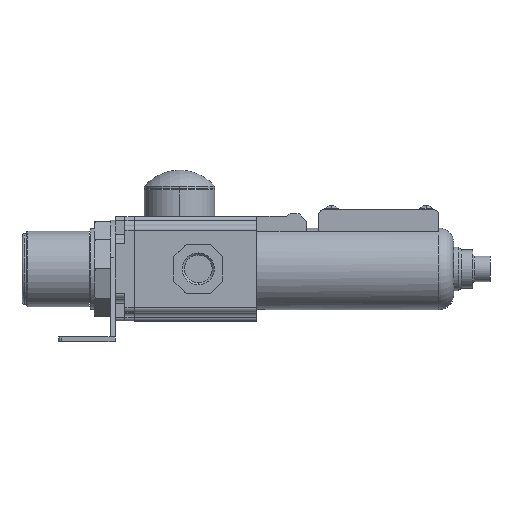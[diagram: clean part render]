
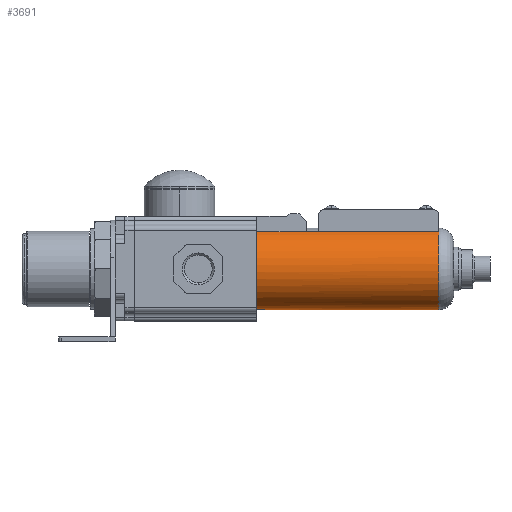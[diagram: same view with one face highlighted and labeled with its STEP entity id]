
A CAD part, left-side view. The second image highlights one B-rep face of the part: STEP entity #3691.
In plain terms, the highlighted cylindrical face has radius 16.75 mm (diameter 33.5 mm), a partial arc.
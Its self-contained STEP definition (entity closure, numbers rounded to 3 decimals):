
#87 = ORIENTED_EDGE ( 'NONE', *, *, #1353, .F. ) ;
#101 = ORIENTED_EDGE ( 'NONE', *, *, #4295, .F. ) ;
#261 = LINE ( 'NONE', #2591, #2424 ) ;
#280 = VECTOR ( 'NONE', #3406, 1000. ) ;
#296 = CYLINDRICAL_SURFACE ( 'NONE', #6053, 16.75 ) ;
#317 = DIRECTION ( 'NONE',  ( 0., 1., 0. ) ) ;
#427 = CARTESIAN_POINT ( 'NONE',  ( -7., -120., 15.217 ) ) ;
#604 = VERTEX_POINT ( 'NONE', #3390 ) ;
#709 = DIRECTION ( 'NONE',  ( 0., -1., 0. ) ) ;
#905 = CIRCLE ( 'NONE', #6779, 16.75 ) ;
#1221 = CARTESIAN_POINT ( 'NONE',  ( 0., -24., 0. ) ) ;
#1353 = EDGE_CURVE ( 'NONE', #604, #4493, #7437, .T. ) ;
#1430 = CARTESIAN_POINT ( 'NONE',  ( 7., -99., -15.217 ) ) ;
#1476 = CARTESIAN_POINT ( 'NONE',  ( 0., -120., 0. ) ) ;
#1596 = EDGE_CURVE ( 'NONE', #4493, #2362, #7256, .T. ) ;
#2040 = LINE ( 'NONE', #1430, #3961 ) ;
#2154 = ORIENTED_EDGE ( 'NONE', *, *, #6754, .F. ) ;
#2245 = ORIENTED_EDGE ( 'NONE', *, *, #6557, .F. ) ;
#2362 = VERTEX_POINT ( 'NONE', #6397 ) ;
#2424 = VECTOR ( 'NONE', #4354, 1000. ) ;
#2462 = CARTESIAN_POINT ( 'NONE',  ( 7., -24., -15.217 ) ) ;
#2521 = DIRECTION ( 'NONE',  ( 0., 0., 1. ) ) ;
#2591 = CARTESIAN_POINT ( 'NONE',  ( -7., -120., 15.217 ) ) ;
#2856 = DIRECTION ( 'NONE',  ( 0., -1., 0. ) ) ;
#3155 = ORIENTED_EDGE ( 'NONE', *, *, #3221, .T. ) ;
#3221 = EDGE_CURVE ( 'NONE', #604, #6292, #4246, .T. ) ;
#3238 = DIRECTION ( 'NONE',  ( 0.908, 0., 0.418 ) ) ;
#3390 = CARTESIAN_POINT ( 'NONE',  ( -7., -49.5, 15.217 ) ) ;
#3406 = DIRECTION ( 'NONE',  ( 0., -1., 0. ) ) ;
#3691 = ADVANCED_FACE ( 'NONE', ( #5540 ), #296, .T. ) ;
#3715 = ORIENTED_EDGE ( 'NONE', *, *, #3898, .F. ) ;
#3747 = CARTESIAN_POINT ( 'NONE',  ( -7., -49.5, 15.217 ) ) ;
#3805 = DIRECTION ( 'NONE',  ( 0., 1., 0. ) ) ;
#3898 = EDGE_CURVE ( 'NONE', #2362, #5293, #905, .T. ) ;
#3961 = VECTOR ( 'NONE', #317, 1000. ) ;
#4115 = CIRCLE ( 'NONE', #5226, 16.75 ) ;
#4197 = CARTESIAN_POINT ( 'NONE',  ( 7., -99., -15.217 ) ) ;
#4244 = VERTEX_POINT ( 'NONE', #2462 ) ;
#4246 = LINE ( 'NONE', #3747, #5283 ) ;
#4295 = EDGE_CURVE ( 'NONE', #5293, #4244, #2040, .T. ) ;
#4315 = AXIS2_PLACEMENT_3D ( 'NONE', #6925, #2856, #4429 ) ;
#4354 = DIRECTION ( 'NONE',  ( 0., -1., 0. ) ) ;
#4429 = DIRECTION ( 'NONE',  ( 0., 0., -1. ) ) ;
#4493 = VERTEX_POINT ( 'NONE', #5278 ) ;
#4762 = DIRECTION ( 'NONE',  ( 0., 0., -1. ) ) ;
#4856 = DIRECTION ( 'NONE',  ( 0., 1., 0. ) ) ;
#4971 = EDGE_LOOP ( 'NONE', ( #3715, #6724, #87, #3155, #2154, #2245, #101 ) ) ;
#5226 = AXIS2_PLACEMENT_3D ( 'NONE', #1221, #4856, #2521 ) ;
#5278 = CARTESIAN_POINT ( 'NONE',  ( -7., -99., 15.217 ) ) ;
#5283 = VECTOR ( 'NONE', #7238, 1000. ) ;
#5293 = VERTEX_POINT ( 'NONE', #4197 ) ;
#5540 = FACE_OUTER_BOUND ( 'NONE', #4971, .T. ) ;
#5558 = CARTESIAN_POINT ( 'NONE',  ( -7., -24., 15.217 ) ) ;
#6053 = AXIS2_PLACEMENT_3D ( 'NONE', #1476, #3805, #3238 ) ;
#6103 = CARTESIAN_POINT ( 'NONE',  ( -7., -44.5, 15.217 ) ) ;
#6292 = VERTEX_POINT ( 'NONE', #6103 ) ;
#6306 = VERTEX_POINT ( 'NONE', #5558 ) ;
#6397 = CARTESIAN_POINT ( 'NONE',  ( 0., -99., -16.75 ) ) ;
#6557 = EDGE_CURVE ( 'NONE', #4244, #6306, #4115, .T. ) ;
#6604 = CARTESIAN_POINT ( 'NONE',  ( 0., -99., 0. ) ) ;
#6724 = ORIENTED_EDGE ( 'NONE', *, *, #1596, .F. ) ;
#6754 = EDGE_CURVE ( 'NONE', #6306, #6292, #261, .T. ) ;
#6779 = AXIS2_PLACEMENT_3D ( 'NONE', #6604, #709, #4762 ) ;
#6925 = CARTESIAN_POINT ( 'NONE',  ( 0., -99., 0. ) ) ;
#7238 = DIRECTION ( 'NONE',  ( 0., 1., 0. ) ) ;
#7256 = CIRCLE ( 'NONE', #4315, 16.75 ) ;
#7437 = LINE ( 'NONE', #427, #280 ) ;
